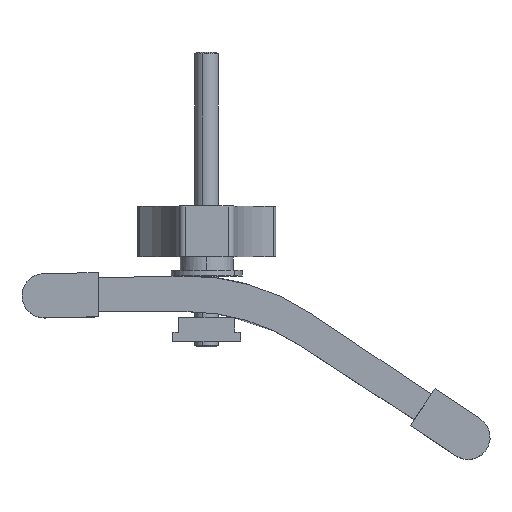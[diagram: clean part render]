
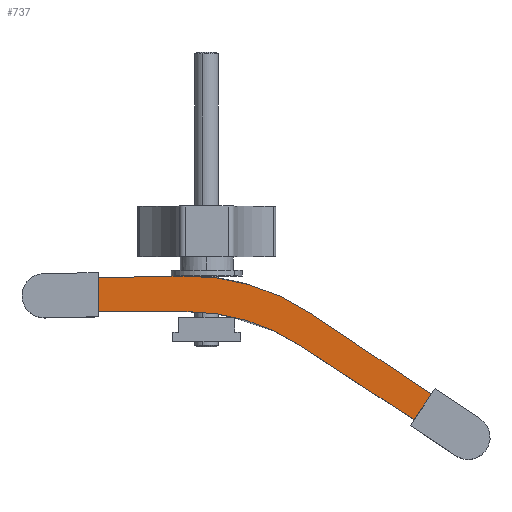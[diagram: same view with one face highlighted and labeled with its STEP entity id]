
A CAD part, top view. The second image highlights one B-rep face of the part: STEP entity #737.
In plain terms, the highlighted face is planar.
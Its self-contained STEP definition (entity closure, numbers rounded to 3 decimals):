
#90 = ORIENTED_EDGE ( 'NONE', *, *, #2363, .T. ) ;
#114 = DIRECTION ( 'NONE',  ( 0., 1., 0. ) ) ;
#134 = AXIS2_PLACEMENT_3D ( 'NONE', #2007, #1236, #2517 ) ;
#240 = CARTESIAN_POINT ( 'NONE',  ( 15.25, 39.529, -109.404 ) ) ;
#257 = CARTESIAN_POINT ( 'NONE',  ( 15.25, 30.109, -116. ) ) ;
#266 = LINE ( 'NONE', #789, #467 ) ;
#414 = CARTESIAN_POINT ( 'NONE',  ( 15.25, 0., 0. ) ) ;
#420 = DIRECTION ( 'NONE',  ( -1., 0., 0. ) ) ;
#432 = LINE ( 'NONE', #414, #1659 ) ;
#454 = VERTEX_POINT ( 'NONE', #2785 ) ;
#467 = VECTOR ( 'NONE', #3247, 1000. ) ;
#490 = CARTESIAN_POINT ( 'NONE',  ( 15.25, 13.564, -92.371 ) ) ;
#522 = CARTESIAN_POINT ( 'NONE',  ( 15.25, 0., 0. ) ) ;
#540 = LINE ( 'NONE', #2627, #1069 ) ;
#546 = EDGE_CURVE ( 'NONE', #2291, #3126, #1458, .T. ) ;
#656 = EDGE_CURVE ( 'NONE', #728, #2291, #540, .T. ) ;
#722 = VECTOR ( 'NONE', #895, 1000. ) ;
#728 = VERTEX_POINT ( 'NONE', #240 ) ;
#737 = ADVANCED_FACE ( 'NONE', ( #3174 ), #1850, .T. ) ;
#743 = ORIENTED_EDGE ( 'NONE', *, *, #2564, .F. ) ;
#789 = CARTESIAN_POINT ( 'NONE',  ( 15.25, 0., 0. ) ) ;
#895 = DIRECTION ( 'NONE',  ( 0., 0.819, 0.574 ) ) ;
#1012 = ORIENTED_EDGE ( 'NONE', *, *, #1491, .F. ) ;
#1069 = VECTOR ( 'NONE', #1311, 1000. ) ;
#1099 = VECTOR ( 'NONE', #1358, 1000. ) ;
#1102 = CARTESIAN_POINT ( 'NONE',  ( 15.25, 22.875, -84.547 ) ) ;
#1214 = VERTEX_POINT ( 'NONE', #257 ) ;
#1236 = DIRECTION ( 'NONE',  ( 1., 0., 0. ) ) ;
#1296 = EDGE_CURVE ( 'NONE', #2411, #2119, #2981, .T. ) ;
#1299 = ORIENTED_EDGE ( 'NONE', *, *, #656, .T. ) ;
#1311 = DIRECTION ( 'NONE',  ( 0., -0.557, 0.831 ) ) ;
#1327 = DIRECTION ( 'NONE',  ( 0., 0., -1. ) ) ;
#1358 = DIRECTION ( 'NONE',  ( 0., 0.574, -0.819 ) ) ;
#1410 = LINE ( 'NONE', #1942, #722 ) ;
#1458 = CIRCLE ( 'NONE', #2462, 70. ) ;
#1491 = EDGE_CURVE ( 'NONE', #2948, #3126, #1644, .T. ) ;
#1569 = EDGE_CURVE ( 'NONE', #454, #2411, #266, .T. ) ;
#1586 = DIRECTION ( 'NONE',  ( 1., 0., 0. ) ) ;
#1607 = LINE ( 'NONE', #2685, #1099 ) ;
#1644 = LINE ( 'NONE', #1661, #2827 ) ;
#1659 = VECTOR ( 'NONE', #114, 1000. ) ;
#1661 = CARTESIAN_POINT ( 'NONE',  ( 15.25, 10.499, 0.121 ) ) ;
#1850 = PLANE ( 'NONE',  #1851 ) ;
#1851 = AXIS2_PLACEMENT_3D ( 'NONE', #522, #1586, #1327 ) ;
#1942 = CARTESIAN_POINT ( 'NONE',  ( 15.25, 64.408, -91.984 ) ) ;
#1961 = ORIENTED_EDGE ( 'NONE', *, *, #3111, .T. ) ;
#2007 = CARTESIAN_POINT ( 'NONE',  ( 15.25, 75., -49.353 ) ) ;
#2022 = ORIENTED_EDGE ( 'NONE', *, *, #546, .T. ) ;
#2083 = CARTESIAN_POINT ( 'NONE',  ( 15.25, 10.5, 0. ) ) ;
#2119 = VERTEX_POINT ( 'NONE', #490 ) ;
#2228 = CARTESIAN_POINT ( 'NONE',  ( 15.25, 0., -49.353 ) ) ;
#2291 = VERTEX_POINT ( 'NONE', #1102 ) ;
#2363 = EDGE_CURVE ( 'NONE', #1214, #728, #1410, .T. ) ;
#2411 = VERTEX_POINT ( 'NONE', #2228 ) ;
#2416 = CARTESIAN_POINT ( 'NONE',  ( 15.25, 11.033, -46.388 ) ) ;
#2462 = AXIS2_PLACEMENT_3D ( 'NONE', #2560, #420, #2805 ) ;
#2517 = DIRECTION ( 'NONE',  ( 0., 0., -1. ) ) ;
#2560 = CARTESIAN_POINT ( 'NONE',  ( 15.25, 81.029, -45.584 ) ) ;
#2564 = EDGE_CURVE ( 'NONE', #454, #2948, #432, .T. ) ;
#2627 = CARTESIAN_POINT ( 'NONE',  ( 15.25, -23.309, -15.617 ) ) ;
#2685 = CARTESIAN_POINT ( 'NONE',  ( 15.25, -34.299, -24.016 ) ) ;
#2785 = CARTESIAN_POINT ( 'NONE',  ( 15.25, 0., 0. ) ) ;
#2805 = DIRECTION ( 'NONE',  ( 0., 0., -1. ) ) ;
#2827 = VECTOR ( 'NONE', #3195, 1000. ) ;
#2885 = EDGE_LOOP ( 'NONE', ( #1299, #2022, #1012, #743, #3024, #3256, #1961, #90 ) ) ;
#2948 = VERTEX_POINT ( 'NONE', #2083 ) ;
#2981 = CIRCLE ( 'NONE', #134, 75. ) ;
#3024 = ORIENTED_EDGE ( 'NONE', *, *, #1569, .T. ) ;
#3111 = EDGE_CURVE ( 'NONE', #2119, #1214, #1607, .T. ) ;
#3126 = VERTEX_POINT ( 'NONE', #2416 ) ;
#3174 = FACE_OUTER_BOUND ( 'NONE', #2885, .T. ) ;
#3195 = DIRECTION ( 'NONE',  ( 0., 0.011, -1. ) ) ;
#3247 = DIRECTION ( 'NONE',  ( 0., 0., -1. ) ) ;
#3256 = ORIENTED_EDGE ( 'NONE', *, *, #1296, .T. ) ;
